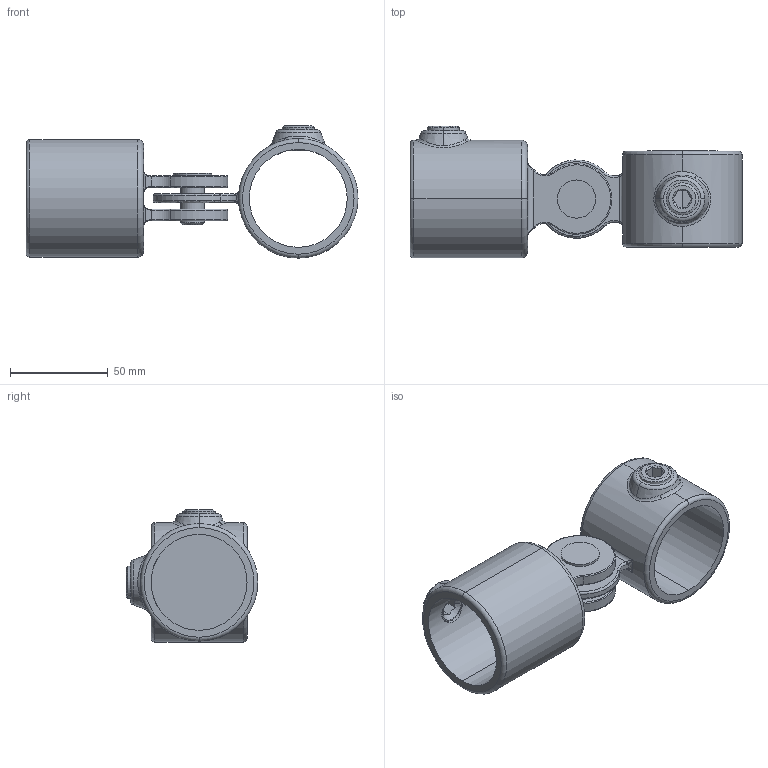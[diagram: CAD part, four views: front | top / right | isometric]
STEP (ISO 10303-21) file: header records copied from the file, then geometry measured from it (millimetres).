
FILE_DESCRIPTION (( 'STEP AP203' ), '1' );
FILE_NAME ('T17300.STEP', '2018-07-02T15:15:05', ( '' ), ( '' ), 'SwSTEP 2.0', 'SolidWorks 2016', '' );
FILE_SCHEMA (( 'CONFIG_CONTROL_DESIGN' ));
Length unit declared in the file: millimetre
Products named in the file (7): T17300F; T17300M; T17300; T19300; Pivot Pin
Assembly tree (7 placements, depth 3):
  T17300
    T17300M
      T17300M
      T19300
    T17300F
      T17300F
      T19300
    Pivot Pin
Bounding box: 169.5 x 67.2 x 67.5 mm (x, y, z)
Volume: 139971.9 mm3; surface area: 57246.5 mm2
Topology: 5 solids, 5 shells, 189 faces, 441 edges, 255 vertices
Faces by surface type: cylinder 56, torus 45, plane 36, bspline 30, cone 22
Entity records: 7308 total; most frequent: CARTESIAN_POINT 2873, DIRECTION 805, ORIENTED_EDGE 770, EDGE_CURVE 385, AXIS2_PLACEMENT_3D 355, VERTEX_POINT 227, CIRCLE 202, EDGE_LOOP 190
